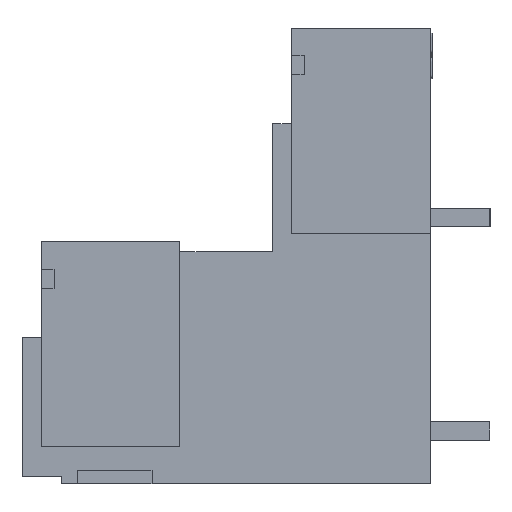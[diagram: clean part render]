
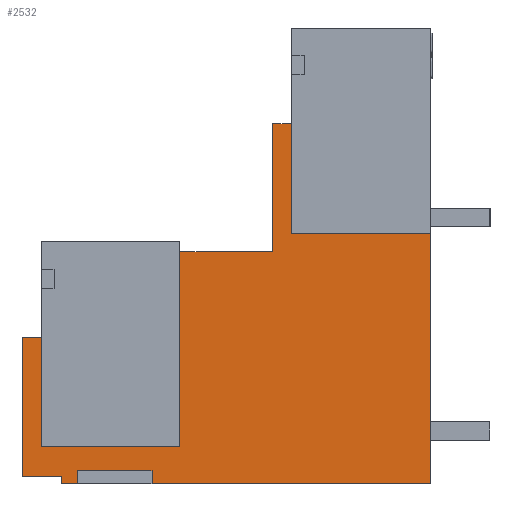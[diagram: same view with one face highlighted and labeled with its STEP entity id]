
A CAD part, left-side view. The second image highlights one B-rep face of the part: STEP entity #2532.
In plain terms, the highlighted planar face has unit normal (-1, 0, 0).
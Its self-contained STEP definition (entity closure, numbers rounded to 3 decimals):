
#2414=AXIS2_PLACEMENT_3D('Plane Axis2P3D',#2411,#2412,#2413) ;
#124=CARTESIAN_POINT('Vertex',(3.45,16.7,12.5)) ;
#127=CARTESIAN_POINT('Line Origine',(3.45,14.2,12.5)) ;
#131=CARTESIAN_POINT('Vertex',(3.45,11.7,12.5)) ;
#831=CARTESIAN_POINT('Line Origine',(3.45,24.175,4.95)) ;
#835=CARTESIAN_POINT('Vertex',(3.45,24.175,7.9)) ;
#837=CARTESIAN_POINT('Vertex',(3.45,24.175,2.)) ;
#2074=CARTESIAN_POINT('Line Origine',(3.45,20.438,2.)) ;
#2078=CARTESIAN_POINT('Vertex',(3.45,16.7,2.)) ;
#2150=CARTESIAN_POINT('Line Origine',(3.45,16.7,7.25)) ;
#2411=CARTESIAN_POINT('Axis2P3D Location',(3.45,3.2,0.4)) ;
#2416=CARTESIAN_POINT('Line Origine',(3.45,10.7,0.)) ;
#2420=CARTESIAN_POINT('Vertex',(3.45,18.2,0.)) ;
#2422=CARTESIAN_POINT('Vertex',(3.45,3.2,0.)) ;
#2425=CARTESIAN_POINT('Line Origine',(3.45,3.2,6.75)) ;
#2429=CARTESIAN_POINT('Vertex',(3.45,3.2,13.5)) ;
#2432=CARTESIAN_POINT('Line Origine',(3.45,6.95,13.5)) ;
#2436=CARTESIAN_POINT('Vertex',(3.45,10.7,13.5)) ;
#2439=CARTESIAN_POINT('Line Origine',(3.45,10.7,16.45)) ;
#2443=CARTESIAN_POINT('Vertex',(3.45,10.7,19.4)) ;
#2446=CARTESIAN_POINT('Line Origine',(3.45,11.2,19.4)) ;
#2450=CARTESIAN_POINT('Vertex',(3.45,11.7,19.4)) ;
#2453=CARTESIAN_POINT('Line Origine',(3.45,11.7,15.95)) ;
#2458=CARTESIAN_POINT('Line Origine',(3.45,24.687,7.9)) ;
#2462=CARTESIAN_POINT('Vertex',(3.45,25.2,7.9)) ;
#2465=CARTESIAN_POINT('Line Origine',(3.45,25.2,4.15)) ;
#2469=CARTESIAN_POINT('Vertex',(3.45,25.2,0.4)) ;
#2472=CARTESIAN_POINT('Line Origine',(3.45,24.145,0.4)) ;
#2476=CARTESIAN_POINT('Vertex',(3.45,23.09,0.4)) ;
#2479=CARTESIAN_POINT('Line Origine',(3.45,23.09,0.2)) ;
#2483=CARTESIAN_POINT('Vertex',(3.45,23.09,0.)) ;
#2486=CARTESIAN_POINT('Line Origine',(3.45,22.645,0.)) ;
#2490=CARTESIAN_POINT('Vertex',(3.45,22.2,0.)) ;
#2493=CARTESIAN_POINT('Line Origine',(3.45,22.2,0.35)) ;
#2497=CARTESIAN_POINT('Vertex',(3.45,22.2,0.7)) ;
#2500=CARTESIAN_POINT('Line Origine',(3.45,20.2,0.7)) ;
#2504=CARTESIAN_POINT('Vertex',(3.45,18.2,0.7)) ;
#2507=CARTESIAN_POINT('Line Origine',(3.45,18.2,0.35)) ;
#128=DIRECTION('Vector Direction',(0.,1.,0.)) ;
#832=DIRECTION('Vector Direction',(0.,0.,-1.)) ;
#2075=DIRECTION('Vector Direction',(0.,-1.,0.)) ;
#2151=DIRECTION('Vector Direction',(0.,0.,-1.)) ;
#2412=DIRECTION('Axis2P3D Direction',(-1.,0.,0.)) ;
#2413=DIRECTION('Axis2P3D XDirection',(0.,0.,-1.)) ;
#2417=DIRECTION('Vector Direction',(0.,-1.,0.)) ;
#2426=DIRECTION('Vector Direction',(0.,0.,1.)) ;
#2433=DIRECTION('Vector Direction',(0.,-1.,0.)) ;
#2440=DIRECTION('Vector Direction',(0.,0.,-1.)) ;
#2447=DIRECTION('Vector Direction',(0.,1.,0.)) ;
#2454=DIRECTION('Vector Direction',(0.,0.,-1.)) ;
#2459=DIRECTION('Vector Direction',(0.,1.,0.)) ;
#2466=DIRECTION('Vector Direction',(0.,0.,-1.)) ;
#2473=DIRECTION('Vector Direction',(0.,-1.,0.)) ;
#2480=DIRECTION('Vector Direction',(0.,0.,-1.)) ;
#2487=DIRECTION('Vector Direction',(0.,-1.,0.)) ;
#2494=DIRECTION('Vector Direction',(0.,0.,1.)) ;
#2501=DIRECTION('Vector Direction',(0.,-1.,0.)) ;
#2508=DIRECTION('Vector Direction',(0.,0.,1.)) ;
#129=VECTOR('Line Direction',#128,1.) ;
#833=VECTOR('Line Direction',#832,1.) ;
#2076=VECTOR('Line Direction',#2075,1.) ;
#2152=VECTOR('Line Direction',#2151,1.) ;
#2418=VECTOR('Line Direction',#2417,1.) ;
#2427=VECTOR('Line Direction',#2426,1.) ;
#2434=VECTOR('Line Direction',#2433,1.) ;
#2441=VECTOR('Line Direction',#2440,1.) ;
#2448=VECTOR('Line Direction',#2447,1.) ;
#2455=VECTOR('Line Direction',#2454,1.) ;
#2460=VECTOR('Line Direction',#2459,1.) ;
#2467=VECTOR('Line Direction',#2466,1.) ;
#2474=VECTOR('Line Direction',#2473,1.) ;
#2481=VECTOR('Line Direction',#2480,1.) ;
#2488=VECTOR('Line Direction',#2487,1.) ;
#2495=VECTOR('Line Direction',#2494,1.) ;
#2502=VECTOR('Line Direction',#2501,1.) ;
#2509=VECTOR('Line Direction',#2508,1.) ;
#2513=ORIENTED_EDGE('',*,*,#2424,.T.) ;
#2514=ORIENTED_EDGE('',*,*,#2431,.T.) ;
#2515=ORIENTED_EDGE('',*,*,#2438,.F.) ;
#2516=ORIENTED_EDGE('',*,*,#2445,.F.) ;
#2517=ORIENTED_EDGE('',*,*,#2452,.T.) ;
#2518=ORIENTED_EDGE('',*,*,#2457,.T.) ;
#2519=ORIENTED_EDGE('',*,*,#133,.T.) ;
#2520=ORIENTED_EDGE('',*,*,#2154,.T.) ;
#2521=ORIENTED_EDGE('',*,*,#2080,.F.) ;
#2522=ORIENTED_EDGE('',*,*,#839,.F.) ;
#2523=ORIENTED_EDGE('',*,*,#2464,.T.) ;
#2524=ORIENTED_EDGE('',*,*,#2471,.T.) ;
#2525=ORIENTED_EDGE('',*,*,#2478,.T.) ;
#2526=ORIENTED_EDGE('',*,*,#2485,.T.) ;
#2527=ORIENTED_EDGE('',*,*,#2492,.T.) ;
#2528=ORIENTED_EDGE('',*,*,#2499,.T.) ;
#2529=ORIENTED_EDGE('',*,*,#2506,.T.) ;
#2530=ORIENTED_EDGE('',*,*,#2511,.F.) ;
#2532=ADVANCED_FACE('HOUSING',(#2531),#2415,.T.) ;
#133=EDGE_CURVE('',#132,#125,#130,.T.) ;
#839=EDGE_CURVE('',#836,#838,#834,.T.) ;
#2080=EDGE_CURVE('',#838,#2079,#2077,.T.) ;
#2154=EDGE_CURVE('',#125,#2079,#2153,.T.) ;
#2424=EDGE_CURVE('',#2421,#2423,#2419,.T.) ;
#2431=EDGE_CURVE('',#2423,#2430,#2428,.T.) ;
#2438=EDGE_CURVE('',#2437,#2430,#2435,.T.) ;
#2445=EDGE_CURVE('',#2444,#2437,#2442,.T.) ;
#2452=EDGE_CURVE('',#2444,#2451,#2449,.T.) ;
#2457=EDGE_CURVE('',#2451,#132,#2456,.T.) ;
#2464=EDGE_CURVE('',#836,#2463,#2461,.T.) ;
#2471=EDGE_CURVE('',#2463,#2470,#2468,.T.) ;
#2478=EDGE_CURVE('',#2470,#2477,#2475,.T.) ;
#2485=EDGE_CURVE('',#2477,#2484,#2482,.T.) ;
#2492=EDGE_CURVE('',#2484,#2491,#2489,.T.) ;
#2499=EDGE_CURVE('',#2491,#2498,#2496,.T.) ;
#2506=EDGE_CURVE('',#2498,#2505,#2503,.T.) ;
#2511=EDGE_CURVE('',#2421,#2505,#2510,.T.) ;
#2512=EDGE_LOOP('',(#2513,#2514,#2515,#2516,#2517,#2518,#2519,#2520,#2521,#2522,#2523,#2524,#2525,#2526,#2527,#2528,#2529,#2530)) ;
#2531=FACE_OUTER_BOUND('',#2512,.T.) ;
#130=LINE('Line',#127,#129) ;
#834=LINE('Line',#831,#833) ;
#2077=LINE('Line',#2074,#2076) ;
#2153=LINE('Line',#2150,#2152) ;
#2419=LINE('Line',#2416,#2418) ;
#2428=LINE('Line',#2425,#2427) ;
#2435=LINE('Line',#2432,#2434) ;
#2442=LINE('Line',#2439,#2441) ;
#2449=LINE('Line',#2446,#2448) ;
#2456=LINE('Line',#2453,#2455) ;
#2461=LINE('Line',#2458,#2460) ;
#2468=LINE('Line',#2465,#2467) ;
#2475=LINE('Line',#2472,#2474) ;
#2482=LINE('Line',#2479,#2481) ;
#2489=LINE('Line',#2486,#2488) ;
#2496=LINE('Line',#2493,#2495) ;
#2503=LINE('Line',#2500,#2502) ;
#2510=LINE('Line',#2507,#2509) ;
#2415=PLANE('',#2414) ;
#125=VERTEX_POINT('',#124) ;
#132=VERTEX_POINT('',#131) ;
#836=VERTEX_POINT('',#835) ;
#838=VERTEX_POINT('',#837) ;
#2079=VERTEX_POINT('',#2078) ;
#2421=VERTEX_POINT('',#2420) ;
#2423=VERTEX_POINT('',#2422) ;
#2430=VERTEX_POINT('',#2429) ;
#2437=VERTEX_POINT('',#2436) ;
#2444=VERTEX_POINT('',#2443) ;
#2451=VERTEX_POINT('',#2450) ;
#2463=VERTEX_POINT('',#2462) ;
#2470=VERTEX_POINT('',#2469) ;
#2477=VERTEX_POINT('',#2476) ;
#2484=VERTEX_POINT('',#2483) ;
#2491=VERTEX_POINT('',#2490) ;
#2498=VERTEX_POINT('',#2497) ;
#2505=VERTEX_POINT('',#2504) ;
